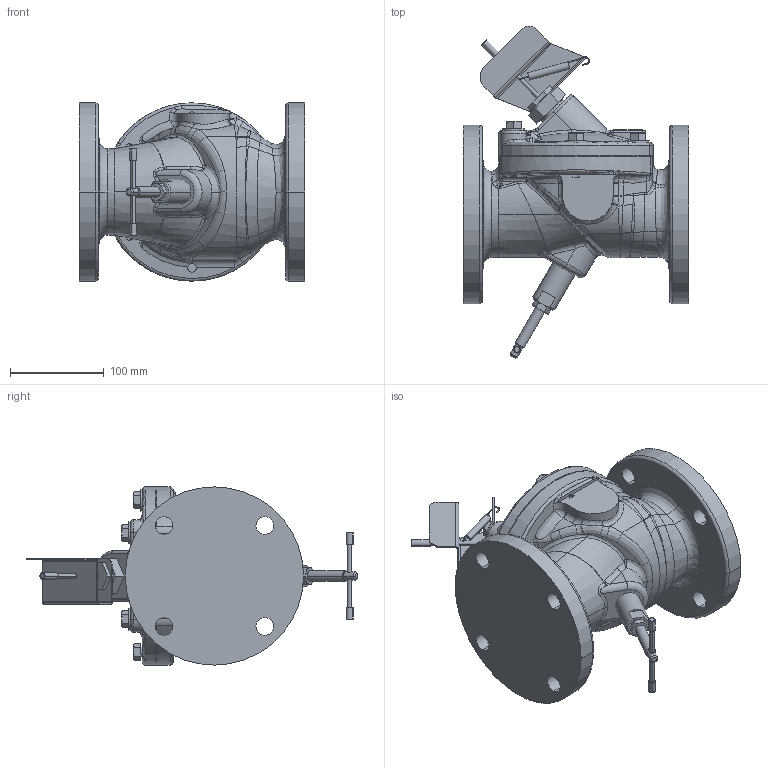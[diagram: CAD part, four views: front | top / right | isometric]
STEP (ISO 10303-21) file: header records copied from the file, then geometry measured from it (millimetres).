
FILE_DESCRIPTION((''),'2;1');
FILE_NAME('503ABFMI_SW0001','2020-07-23T13:49:03',('tomb'),(''),'CREO PARAMETRIC BY PTC INC, 2020053','CREO PARAMETRIC BY PTC INC, 2020053','');
FILE_SCHEMA(('CONFIG_CONTROL_DESIGN'));
Products named in the file (1): 503ABFMI_SW0001
Bounding box: 241.3 x 354.69 x 190.5 mm (x, y, z)
Volume: 2546631.5 mm3; surface area: 439367 mm2
Topology: 2 solids, 2 shells, 1207 faces, 2851 edges, 1694 vertices
Faces by surface type: bspline 490, cylinder 299, plane 238, cone 82, torus 72, sphere 26
Entity records: 74675 total; most frequent: CARTESIAN_POINT 50324, ORIENTED_EDGE 5686, DIRECTION 4206, EDGE_CURVE 2843, AXIS2_PLACEMENT_3D 1769, VERTEX_POINT 1694, EDGE_LOOP 1295, FACE_OUTER_BOUND 1207
